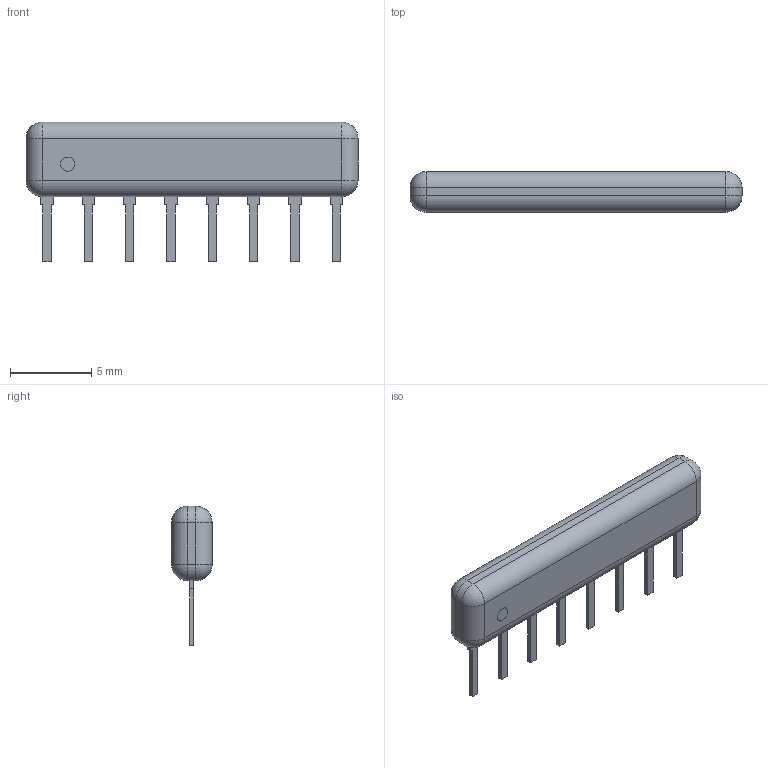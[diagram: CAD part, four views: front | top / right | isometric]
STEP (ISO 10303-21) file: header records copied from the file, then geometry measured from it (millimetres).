
FILE_DESCRIPTION(('FreeCAD Model'),'2;1');
FILE_NAME('Resistor_Array_SIP8.step','2016-10-28T08:53:36',( 'Author'),(''),'Open CASCADE STEP processor 6.8','FreeCAD','Unknown' );
FILE_SCHEMA(('AUTOMOTIVE_DESIGN_CC2 { 1 2 10303 214 -1 1 5 4 }'));
Length unit declared in the file: millimetre
Products named in the file (5): ASSEMBLY; Fillet; Pad002; Sketch002; Pad
Assembly tree (4 placements, depth 2):
  ASSEMBLY
    Fillet
    Pad002
    Sketch002
    Pad
Bounding box: 20.4 x 2.52 x 8.58 mm (x, y, z)
Volume: 217.1 mm3; surface area: 329.2 mm2
Topology: 10 solids, 10 shells, 109 faces, 252 edges, 155 vertices
Faces by surface type: plane 88, cylinder 13, sphere 8
Full cylindrical faces by diameter (mm): 0.88 x1
Entity records: 6264 total; most frequent: CARTESIAN_POINT 1044, DIRECTION 951, LINE 669, VECTOR 669, ORIENTED_EDGE 486, PCURVE 486, DEFINITIONAL_REPRESENTATION 486, EDGE_CURVE 243
